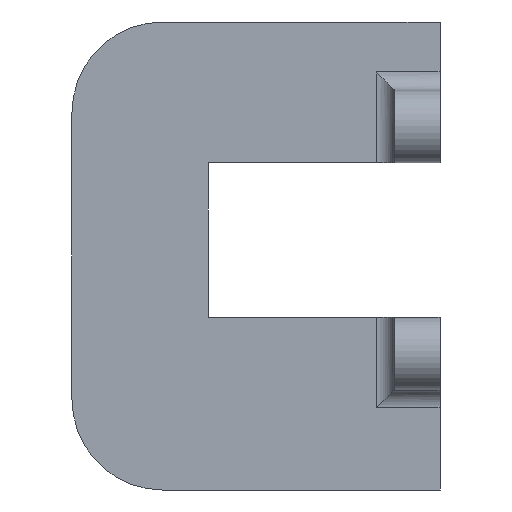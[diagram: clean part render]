
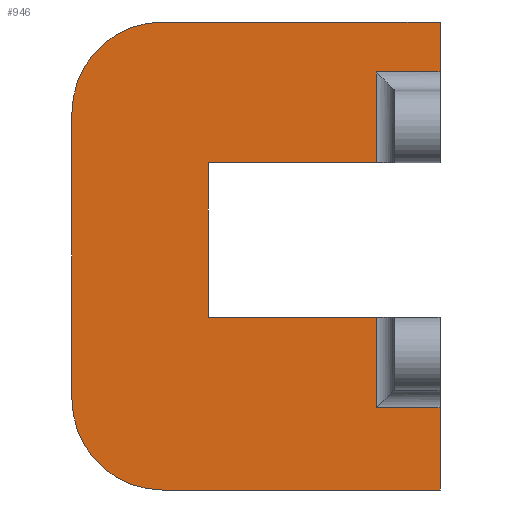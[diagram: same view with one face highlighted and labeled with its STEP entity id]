
A CAD part, left-side view. The second image highlights one B-rep face of the part: STEP entity #946.
In plain terms, the highlighted planar face has unit normal (-1, 0, 0).
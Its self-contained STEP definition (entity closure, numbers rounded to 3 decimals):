
#30=PLANE('',#1012);
#60=FACE_OUTER_BOUND('',#110,.T.);
#110=EDGE_LOOP('',(#647,#648,#649,#650,#651,#652,#653,#654,#655,#656,#657,
#658,#659,#660));
#168=LINE('',#1396,#269);
#171=LINE('',#1402,#272);
#172=LINE('',#1404,#273);
#173=LINE('',#1406,#274);
#174=LINE('',#1408,#275);
#175=LINE('',#1410,#276);
#176=LINE('',#1412,#277);
#177=LINE('',#1414,#278);
#178=LINE('',#1416,#279);
#179=LINE('',#1418,#280);
#180=LINE('',#1420,#281);
#181=LINE('',#1422,#282);
#269=VECTOR('',#1111,10.);
#272=VECTOR('',#1116,10.);
#273=VECTOR('',#1117,10.);
#274=VECTOR('',#1118,10.);
#275=VECTOR('',#1119,10.);
#276=VECTOR('',#1120,10.);
#277=VECTOR('',#1121,10.);
#278=VECTOR('',#1122,10.);
#279=VECTOR('',#1123,10.);
#280=VECTOR('',#1124,10.);
#281=VECTOR('',#1125,10.);
#282=VECTOR('',#1126,10.);
#368=CIRCLE('',#1009,10.);
#370=CIRCLE('',#1013,10.);
#403=VERTEX_POINT('',#1386);
#404=VERTEX_POINT('',#1387);
#407=VERTEX_POINT('',#1395);
#409=VERTEX_POINT('',#1401);
#410=VERTEX_POINT('',#1403);
#411=VERTEX_POINT('',#1405);
#412=VERTEX_POINT('',#1407);
#413=VERTEX_POINT('',#1409);
#414=VERTEX_POINT('',#1411);
#415=VERTEX_POINT('',#1413);
#416=VERTEX_POINT('',#1415);
#417=VERTEX_POINT('',#1417);
#418=VERTEX_POINT('',#1419);
#419=VERTEX_POINT('',#1421);
#497=EDGE_CURVE('',#403,#404,#368,.T.);
#501=EDGE_CURVE('',#404,#407,#168,.T.);
#504=EDGE_CURVE('',#409,#403,#171,.T.);
#505=EDGE_CURVE('',#410,#409,#172,.T.);
#506=EDGE_CURVE('',#411,#410,#173,.T.);
#507=EDGE_CURVE('',#412,#411,#174,.T.);
#508=EDGE_CURVE('',#412,#413,#175,.T.);
#509=EDGE_CURVE('',#413,#414,#176,.T.);
#510=EDGE_CURVE('',#414,#415,#177,.T.);
#511=EDGE_CURVE('',#416,#415,#178,.T.);
#512=EDGE_CURVE('',#417,#416,#179,.T.);
#513=EDGE_CURVE('',#418,#417,#180,.T.);
#514=EDGE_CURVE('',#418,#419,#181,.T.);
#515=EDGE_CURVE('',#407,#419,#370,.T.);
#647=ORIENTED_EDGE('',*,*,#497,.F.);
#648=ORIENTED_EDGE('',*,*,#504,.F.);
#649=ORIENTED_EDGE('',*,*,#505,.F.);
#650=ORIENTED_EDGE('',*,*,#506,.F.);
#651=ORIENTED_EDGE('',*,*,#507,.F.);
#652=ORIENTED_EDGE('',*,*,#508,.T.);
#653=ORIENTED_EDGE('',*,*,#509,.T.);
#654=ORIENTED_EDGE('',*,*,#510,.T.);
#655=ORIENTED_EDGE('',*,*,#511,.F.);
#656=ORIENTED_EDGE('',*,*,#512,.F.);
#657=ORIENTED_EDGE('',*,*,#513,.F.);
#658=ORIENTED_EDGE('',*,*,#514,.T.);
#659=ORIENTED_EDGE('',*,*,#515,.F.);
#660=ORIENTED_EDGE('',*,*,#501,.F.);
#946=ADVANCED_FACE('',(#60),#30,.T.);
#1009=AXIS2_PLACEMENT_3D('',#1388,#1103,#1104);
#1012=AXIS2_PLACEMENT_3D('',#1400,#1114,#1115);
#1013=AXIS2_PLACEMENT_3D('',#1423,#1127,#1128);
#1103=DIRECTION('center_axis',(1.,0.,0.));
#1104=DIRECTION('ref_axis',(0.,0.707,-0.707));
#1111=DIRECTION('',(0.,0.,1.));
#1114=DIRECTION('center_axis',(-1.,0.,0.));
#1115=DIRECTION('ref_axis',(0.,0.,1.));
#1116=DIRECTION('',(0.,1.,0.));
#1117=DIRECTION('',(0.,0.,-1.));
#1118=DIRECTION('',(0.,-1.,0.));
#1119=DIRECTION('',(0.,0.,-1.));
#1120=DIRECTION('',(0.,1.,0.));
#1121=DIRECTION('',(0.,0.,1.));
#1122=DIRECTION('',(0.,-1.,0.));
#1123=DIRECTION('',(0.,0.,-1.));
#1124=DIRECTION('',(0.,1.,0.));
#1125=DIRECTION('',(0.,0.,-1.));
#1126=DIRECTION('',(0.,1.,0.));
#1127=DIRECTION('center_axis',(1.,0.,0.));
#1128=DIRECTION('ref_axis',(0.,0.707,0.707));
#1386=CARTESIAN_POINT('',(-19.5,30.5,-25.75));
#1387=CARTESIAN_POINT('',(-19.5,40.5,-15.75));
#1388=CARTESIAN_POINT('Origin',(-19.5,30.5,-15.75));
#1395=CARTESIAN_POINT('',(-19.5,40.5,15.75));
#1396=CARTESIAN_POINT('',(-19.5,40.5,25.75));
#1400=CARTESIAN_POINT('Origin',(-19.5,0.,-25.75));
#1401=CARTESIAN_POINT('',(-19.5,0.,-25.75));
#1402=CARTESIAN_POINT('',(-19.5,0.,-25.75));
#1403=CARTESIAN_POINT('',(-19.5,0.,-16.726));
#1404=CARTESIAN_POINT('',(-19.5,0.,25.75));
#1405=CARTESIAN_POINT('',(-19.5,7.,-16.726));
#1406=CARTESIAN_POINT('',(-19.5,0.,-16.726));
#1407=CARTESIAN_POINT('',(-19.5,7.,-6.75));
#1408=CARTESIAN_POINT('',(-19.5,7.,-18.25));
#1409=CARTESIAN_POINT('',(-19.5,25.5,-6.75));
#1410=CARTESIAN_POINT('',(-19.5,0.,-6.75));
#1411=CARTESIAN_POINT('',(-19.5,25.5,10.25));
#1412=CARTESIAN_POINT('',(-19.5,25.5,-12.));
#1413=CARTESIAN_POINT('',(-19.5,7.,10.25));
#1414=CARTESIAN_POINT('',(-19.5,0.,10.25));
#1415=CARTESIAN_POINT('',(-19.5,7.,20.25));
#1416=CARTESIAN_POINT('',(-19.5,7.,-5.75));
#1417=CARTESIAN_POINT('',(-19.5,0.,20.25));
#1418=CARTESIAN_POINT('',(-19.5,0.,20.25));
#1419=CARTESIAN_POINT('',(-19.5,0.,25.75));
#1420=CARTESIAN_POINT('',(-19.5,0.,25.75));
#1421=CARTESIAN_POINT('',(-19.5,30.5,25.75));
#1422=CARTESIAN_POINT('',(-19.5,0.,25.75));
#1423=CARTESIAN_POINT('Origin',(-19.5,30.5,15.75));
